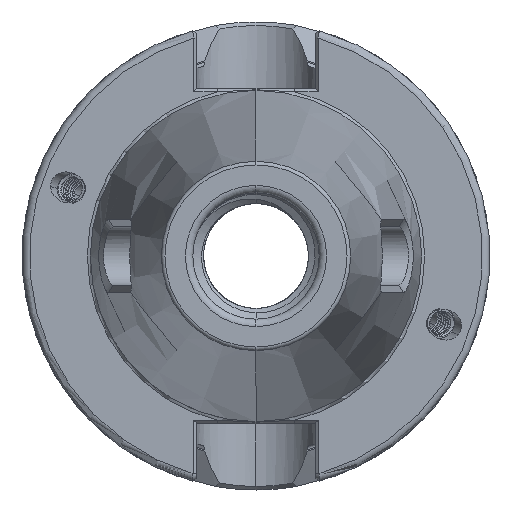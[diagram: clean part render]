
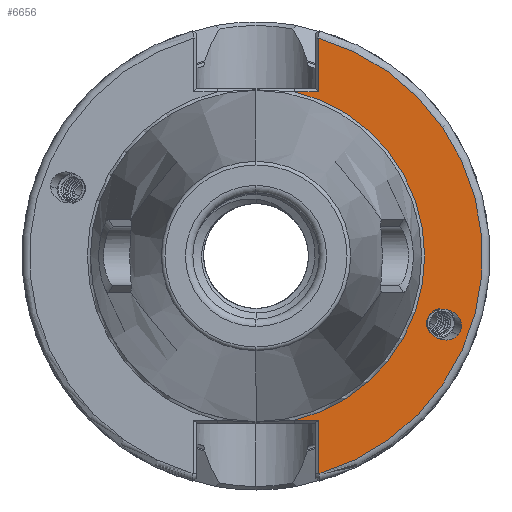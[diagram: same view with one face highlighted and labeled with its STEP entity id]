
A CAD part, left-side view. The second image highlights one B-rep face of the part: STEP entity #6656.
In plain terms, the highlighted planar face has unit normal (-1, 0, 0).
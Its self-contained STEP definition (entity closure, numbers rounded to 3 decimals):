
#345 = AXIS2_PLACEMENT_3D ( 'NONE', #2408, #2409, #2410 ) ;
#1022 =( BOUNDED_CURVE ( )  B_SPLINE_CURVE ( 3, ( #3311, #3312, #3313, #3314 ),
 .UNSPECIFIED., .F., .F. ) 
 B_SPLINE_CURVE_WITH_KNOTS ( ( 4, 4 ),
 ( 5.972, 6.283 ),
 .UNSPECIFIED. ) 
 CURVE ( )  GEOMETRIC_REPRESENTATION_ITEM ( )  RATIONAL_B_SPLINE_CURVE ( ( 1., 0.992, 0.992, 1. ) ) 
 REPRESENTATION_ITEM ( '' )  );
#1509 =( BOUNDED_CURVE ( )  B_SPLINE_CURVE ( 3, ( #7562, #7563, #7564, #7565 ),
 .UNSPECIFIED., .F., .T. ) 
 B_SPLINE_CURVE_WITH_KNOTS ( ( 4, 4 ),
 ( 2.831, 5.972 ),
 .UNSPECIFIED. ) 
 CURVE ( )  GEOMETRIC_REPRESENTATION_ITEM ( )  RATIONAL_B_SPLINE_CURVE ( ( 1., 0.333, 0.333, 1. ) ) 
 REPRESENTATION_ITEM ( '' )  );
#1510 =( BOUNDED_CURVE ( )  B_SPLINE_CURVE ( 3, ( #6118, #6119, #6120, #6121 ),
 .UNSPECIFIED., .F., .T. ) 
 B_SPLINE_CURVE_WITH_KNOTS ( ( 4, 4 ),
 ( 0., 2.831 ),
 .UNSPECIFIED. ) 
 CURVE ( )  GEOMETRIC_REPRESENTATION_ITEM ( )  RATIONAL_B_SPLINE_CURVE ( ( 1., 0.437, 0.437, 1. ) ) 
 REPRESENTATION_ITEM ( '' )  );
#2355 = VERTEX_POINT ( 'NONE', #7991 ) ;
#2356 = VERTEX_POINT ( 'NONE', #7992 ) ;
#2357 = VERTEX_POINT ( 'NONE', #7993 ) ;
#2358 = VERTEX_POINT ( 'NONE', #7994 ) ;
#2408 = CARTESIAN_POINT ( 'NONE',  ( 0., 0., 0. ) ) ;
#2409 = DIRECTION ( 'NONE',  ( 1., 0., 0. ) ) ;
#2410 = DIRECTION ( 'NONE',  ( 0., 0., -1. ) ) ;
#3296 = CARTESIAN_POINT ( 'NONE',  ( 0., 0., 0. ) ) ;
#3297 = LINE ( 'NONE', #3298, #9811 ) ;
#3298 = CARTESIAN_POINT ( 'NONE',  ( 0., 22.698, 22.1 ) ) ;
#3299 = DIRECTION ( 'NONE',  ( 0., 1., 0. ) ) ;
#3300 = LINE ( 'NONE', #3301, #9813 ) ;
#3301 = CARTESIAN_POINT ( 'NONE',  ( 0., -8.395, 0. ) ) ;
#3302 = DIRECTION ( 'NONE',  ( 0., 0., -1. ) ) ;
#3303 = DIRECTION ( 'NONE',  ( 1., 0., 0. ) ) ;
#3304 = DIRECTION ( 'NONE',  ( 0., 0., -1. ) ) ;
#3305 = LINE ( 'NONE', #3306, #9814 ) ;
#3306 = CARTESIAN_POINT ( 'NONE',  ( 0., 2.106, -22.1 ) ) ;
#3307 = DIRECTION ( 'NONE',  ( 0., -1., 0. ) ) ;
#3308 = LINE ( 'NONE', #3309, #9815 ) ;
#3309 = CARTESIAN_POINT ( 'NONE',  ( 0., -8.479, -29.418 ) ) ;
#3310 = DIRECTION ( 'NONE',  ( 0., 0., -1. ) ) ;
#3311 = CARTESIAN_POINT ( 'NONE',  ( 0., -23.509, -7.889 ) ) ;
#3312 = CARTESIAN_POINT ( 'NONE',  ( 0., -23.37, -8.055 ) ) ;
#3313 = CARTESIAN_POINT ( 'NONE',  ( 0., -23.263, -8.24 ) ) ;
#3314 = CARTESIAN_POINT ( 'NONE',  ( 0., -23.19, -8.44 ) ) ;
#4185 = FACE_BOUND ( 'NONE', #12333, .T. ) ;
#4188 = FACE_OUTER_BOUND ( 'NONE', #12334, .T. ) ;
#4191 = AXIS2_PLACEMENT_3D ( 'NONE', #11517, #11518, #11519 ) ;
#4256 = VERTEX_POINT ( 'NONE', #8038 ) ;
#4264 = VERTEX_POINT ( 'NONE', #8046 ) ;
#4285 = VERTEX_POINT ( 'NONE', #8067 ) ;
#4327 = VERTEX_POINT ( 'NONE', #8109 ) ;
#4350 = VERTEX_POINT ( 'NONE', #8132 ) ;
#5685 = CIRCLE ( 'NONE', #9810, 30.5 ) ;
#5715 = CIRCLE ( 'NONE', #345, 22.698 ) ;
#6118 = CARTESIAN_POINT ( 'NONE',  ( 0., -23.19, -8.44 ) ) ;
#6119 = CARTESIAN_POINT ( 'NONE',  ( 0., -22.132, -11.347 ) ) ;
#6120 = CARTESIAN_POINT ( 'NONE',  ( 0., -25.22, -12.98 ) ) ;
#6121 = CARTESIAN_POINT ( 'NONE',  ( 0., -27.234, -10.58 ) ) ;
#6536 = EDGE_CURVE ( 'NONE', #4256, #4264, #1509, .T. ) ;
#6539 = EDGE_CURVE ( 'NONE', #4285, #4256, #1510, .T. ) ;
#6656 = ADVANCED_FACE ( 'NONE', ( #4185, #4188 ), #11516, .T. ) ;
#7562 = CARTESIAN_POINT ( 'NONE',  ( 0., -27.234, -10.58 ) ) ;
#7563 = CARTESIAN_POINT ( 'NONE',  ( 0., -29.904, -7.398 ) ) ;
#7564 = CARTESIAN_POINT ( 'NONE',  ( 0., -26.179, -4.707 ) ) ;
#7565 = CARTESIAN_POINT ( 'NONE',  ( 0., -23.509, -7.889 ) ) ;
#7991 = CARTESIAN_POINT ( 'NONE',  ( 0., -8.479, -22.1 ) ) ;
#7992 = CARTESIAN_POINT ( 'NONE',  ( 0., -8.479, -29.298 ) ) ;
#7993 = CARTESIAN_POINT ( 'NONE',  ( 0., -8.395, 29.322 ) ) ;
#7994 = CARTESIAN_POINT ( 'NONE',  ( 0., -8.395, 22.1 ) ) ;
#8038 = CARTESIAN_POINT ( 'NONE',  ( 0., -27.234, -10.58 ) ) ;
#8046 = CARTESIAN_POINT ( 'NONE',  ( 0., -23.509, -7.889 ) ) ;
#8067 = CARTESIAN_POINT ( 'NONE',  ( 0., -23.19, -8.44 ) ) ;
#8109 = CARTESIAN_POINT ( 'NONE',  ( 0., -5.175, 22.1 ) ) ;
#8132 = CARTESIAN_POINT ( 'NONE',  ( 0., -5.175, -22.1 ) ) ;
#8700 = ORIENTED_EDGE ( 'NONE', *, *, #6536, .F. ) ;
#8702 = ORIENTED_EDGE ( 'NONE', *, *, #6539, .F. ) ;
#8703 = ORIENTED_EDGE ( 'NONE', *, *, #9702, .F. ) ;
#8704 = ORIENTED_EDGE ( 'NONE', *, *, #9700, .T. ) ;
#8705 = ORIENTED_EDGE ( 'NONE', *, *, #9699, .F. ) ;
#8706 = ORIENTED_EDGE ( 'NONE', *, *, #9701, .T. ) ;
#8707 = ORIENTED_EDGE ( 'NONE', *, *, #9698, .T. ) ;
#8708 = ORIENTED_EDGE ( 'NONE', *, *, #9697, .T. ) ;
#8709 = ORIENTED_EDGE ( 'NONE', *, *, #12542, .T. ) ;
#9697 = EDGE_CURVE ( 'NONE', #2358, #4327, #3297, .T. ) ;
#9698 = EDGE_CURVE ( 'NONE', #2357, #2358, #3300, .T. ) ;
#9699 = EDGE_CURVE ( 'NONE', #2357, #2356, #5685, .T. ) ;
#9700 = EDGE_CURVE ( 'NONE', #4350, #2355, #3305, .T. ) ;
#9701 = EDGE_CURVE ( 'NONE', #2355, #2356, #3308, .T. ) ;
#9702 = EDGE_CURVE ( 'NONE', #4264, #4285, #1022, .T. ) ;
#9810 = AXIS2_PLACEMENT_3D ( 'NONE', #3296, #3303, #3304 ) ;
#9811 = VECTOR ( 'NONE', #3299, 1000. ) ;
#9813 = VECTOR ( 'NONE', #3302, 1000. ) ;
#9814 = VECTOR ( 'NONE', #3307, 1000. ) ;
#9815 = VECTOR ( 'NONE', #3310, 1000. ) ;
#11516 = PLANE ( 'NONE',  #4191 ) ;
#11517 = CARTESIAN_POINT ( 'NONE',  ( 0., 22.698, 0. ) ) ;
#11518 = DIRECTION ( 'NONE',  ( -1., 0., 0. ) ) ;
#11519 = DIRECTION ( 'NONE',  ( 0., 0., 1. ) ) ;
#12333 = EDGE_LOOP ( 'NONE', ( #8702, #8703, #8700 ) ) ;
#12334 = EDGE_LOOP ( 'NONE', ( #8704, #8706, #8705, #8707, #8708, #8709 ) ) ;
#12542 = EDGE_CURVE ( 'NONE', #4327, #4350, #5715, .T. ) ;
